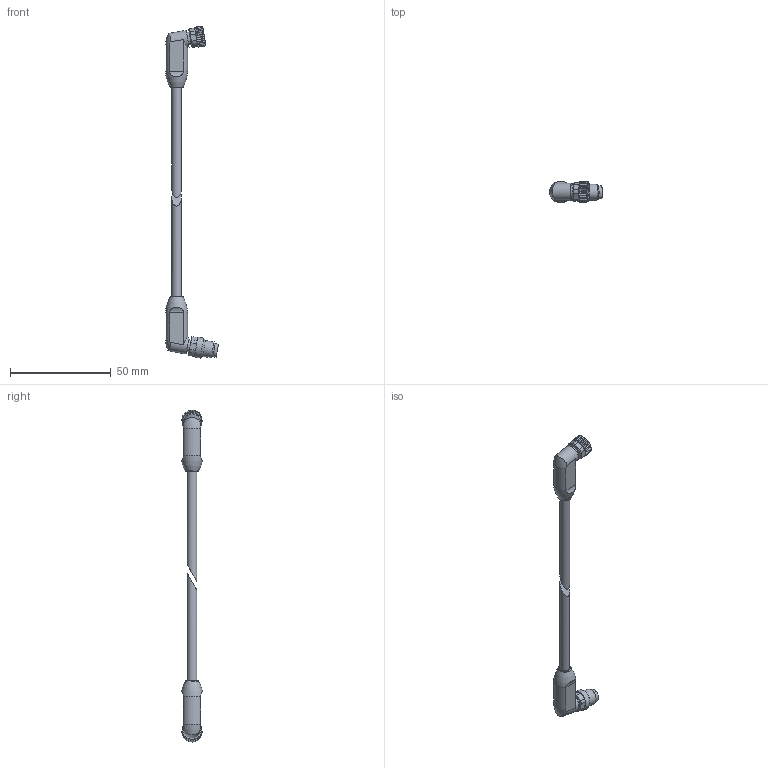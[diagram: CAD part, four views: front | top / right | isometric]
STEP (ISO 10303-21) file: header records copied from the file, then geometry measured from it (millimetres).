
FILE_DESCRIPTION(/* description */ ('STEP AP214'),/* implementation_level */ '2;1');
FILE_NAME(/* name */ '8065103_NEBL-M8W4-E-0_5-N-M8W4',/* time_stamp */ '2024-09-12T18:13:34+02:00',/* author */ ('License CC BY-ND 4.0'),/* organization */ ('CADENAS'),/* preprocessor_version */ 'ST-DEVELOPER v19.3',/* originating_system */ 'PARTsolutions',/* authorisation */ ' ');
FILE_SCHEMA (('AUTOMOTIVE_DESIGN {1 0 10303 214 3 1 1}'));
Length unit declared in the file: millimetre
Products named in the file (3): 8065103 NEBL-M8W4-E-0.5-N-M8W4---(high); 8065103 NEBL-M8W4-E-0.5-N-M8W4---(P1high); 8065103 NEBL-M8W4-E-0.5-N-M8W4---(P2high)
Assembly tree (2 placements, depth 2):
  8065103 NEBL-M8W4-E-0.5-N-M8W4---(high)
    8065103 NEBL-M8W4-E-0.5-N-M8W4---(P1high)
    8065103 NEBL-M8W4-E-0.5-N-M8W4---(P2high)
Bounding box: 26.23 x 10.3 x 164.46 mm (x, y, z)
Volume: 7122.6 mm3; surface area: 4810 mm2
Topology: 2 solids, 2 shells, 190 faces, 484 edges, 319 vertices
Faces by surface type: plane 107, cylinder 42, cone 34, torus 7
Full cylindrical faces by diameter (mm): 1 x8, 4.8 x2, 5.67 x1, 5.8 x1, 5.95 x1, 6.4 x1, 6.6 x1, 6.917 x1, 7 x1, 8 x1, 8.5 x2, 9 x1, 10 x1
Entity records: 6941 total; most frequent: CARTESIAN_POINT 1221, ORIENTED_EDGE 874, DIRECTION 860, EDGE_CURVE 437, AXIS2_PLACEMENT_3D 308, VERTEX_POINT 303, LINE 244, VECTOR 244
